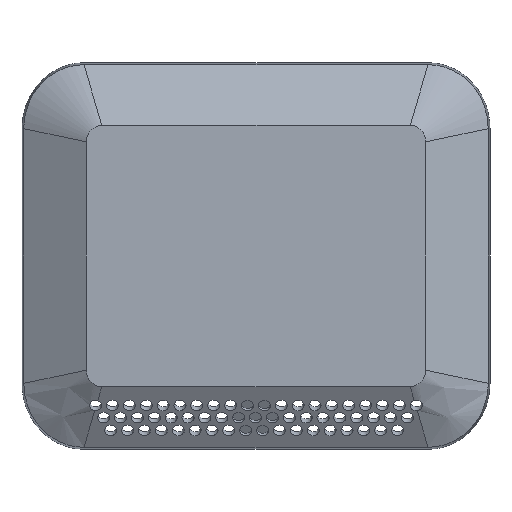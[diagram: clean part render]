
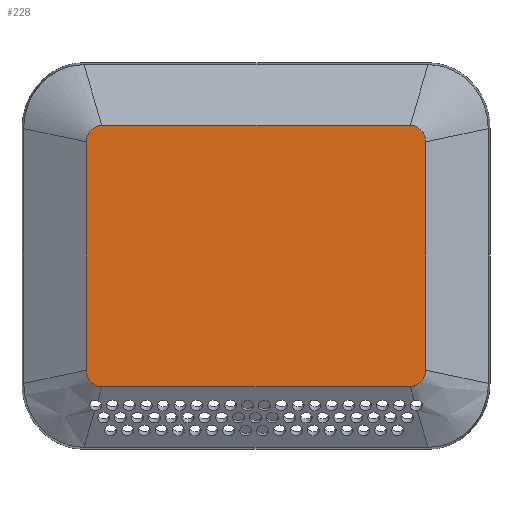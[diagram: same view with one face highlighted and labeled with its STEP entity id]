
A CAD part, front view. The second image highlights one B-rep face of the part: STEP entity #228.
In plain terms, the highlighted planar face has unit normal (0, -1, 0).
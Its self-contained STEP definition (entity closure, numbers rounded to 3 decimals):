
#228=ADVANCED_FACE('',(#473),#4294,.T.);
#473=FACE_OUTER_BOUND('',#779,.T.);
#779=EDGE_LOOP('',(#1538,#1539,#1540,#1541,#1542,#1543,#1544,#1545));
#1538=ORIENTED_EDGE('',*,*,#2564,.T.);
#1539=ORIENTED_EDGE('',*,*,#2561,.T.);
#1540=ORIENTED_EDGE('',*,*,#2582,.T.);
#1541=ORIENTED_EDGE('',*,*,#2580,.T.);
#1542=ORIENTED_EDGE('',*,*,#2576,.T.);
#1543=ORIENTED_EDGE('',*,*,#2574,.T.);
#1544=ORIENTED_EDGE('',*,*,#2570,.T.);
#1545=ORIENTED_EDGE('',*,*,#2567,.T.);
#2561=EDGE_CURVE('',#3891,#3892,#3036,.T.);
#2564=EDGE_CURVE('',#3894,#3891,#3374,.T.);
#2567=EDGE_CURVE('',#3896,#3894,#3039,.T.);
#2570=EDGE_CURVE('',#3898,#3896,#3377,.T.);
#2574=EDGE_CURVE('',#3900,#3898,#3043,.T.);
#2576=EDGE_CURVE('',#3902,#3900,#3380,.T.);
#2580=EDGE_CURVE('',#3904,#3902,#3046,.T.);
#2582=EDGE_CURVE('',#3892,#3904,#3383,.T.);
#3036=(
BOUNDED_CURVE()
B_SPLINE_CURVE(2,(#9095,#9096,#9097),.UNSPECIFIED.,.F.,.F.)
B_SPLINE_CURVE_WITH_KNOTS((3,3),(0.,12.789),
 .UNSPECIFIED.)
CURVE()
GEOMETRIC_REPRESENTATION_ITEM()
RATIONAL_B_SPLINE_CURVE((1.,0.707,1.))
REPRESENTATION_ITEM('')
);
#3039=(
BOUNDED_CURVE()
B_SPLINE_CURVE(2,(#9109,#9110,#9111),.UNSPECIFIED.,.F.,.F.)
B_SPLINE_CURVE_WITH_KNOTS((3,3),(0.,12.789),
 .UNSPECIFIED.)
CURVE()
GEOMETRIC_REPRESENTATION_ITEM()
RATIONAL_B_SPLINE_CURVE((1.,0.707,1.))
REPRESENTATION_ITEM('')
);
#3043=(
BOUNDED_CURVE()
B_SPLINE_CURVE(2,(#9125,#9126,#9127),.UNSPECIFIED.,.F.,.F.)
B_SPLINE_CURVE_WITH_KNOTS((3,3),(0.,12.789),.UNSPECIFIED.)
CURVE()
GEOMETRIC_REPRESENTATION_ITEM()
RATIONAL_B_SPLINE_CURVE((1.,0.707,1.))
REPRESENTATION_ITEM('')
);
#3046=(
BOUNDED_CURVE()
B_SPLINE_CURVE(2,(#9139,#9140,#9141),.UNSPECIFIED.,.F.,.F.)
B_SPLINE_CURVE_WITH_KNOTS((3,3),(0.,12.789),
 .UNSPECIFIED.)
CURVE()
GEOMETRIC_REPRESENTATION_ITEM()
RATIONAL_B_SPLINE_CURVE((1.,0.707,1.))
REPRESENTATION_ITEM('')
);
#3374=B_SPLINE_CURVE_WITH_KNOTS('',1,(#9102,#9103),.UNSPECIFIED.,.F.,.F.,
(2,2),(0.,112.206),.UNSPECIFIED.);
#3377=B_SPLINE_CURVE_WITH_KNOTS('',1,(#9116,#9117),.UNSPECIFIED.,.F.,.F.,
(2,2),(0.,161.116),.UNSPECIFIED.);
#3380=B_SPLINE_CURVE_WITH_KNOTS('',1,(#9130,#9131),.UNSPECIFIED.,.F.,.F.,
(2,2),(0.,112.206),.UNSPECIFIED.);
#3383=B_SPLINE_CURVE_WITH_KNOTS('',1,(#9144,#9145),.UNSPECIFIED.,.F.,.F.,
(2,2),(0.,161.116),.UNSPECIFIED.);
#3891=VERTEX_POINT('',#7610);
#3892=VERTEX_POINT('',#7611);
#3894=VERTEX_POINT('',#7613);
#3896=VERTEX_POINT('',#7615);
#3898=VERTEX_POINT('',#7617);
#3900=VERTEX_POINT('',#7619);
#3902=VERTEX_POINT('',#7621);
#3904=VERTEX_POINT('',#7623);
#4294=PLANE('',#4494);
#4494=AXIS2_PLACEMENT_3D('',#4892,#4569,$);
#4569=DIRECTION('',(0.,-1.,0.));
#4892=CARTESIAN_POINT('',(-69.911,5.331,-53.771));
#7610=CARTESIAN_POINT('',(-69.911,5.331,-46.95));
#7611=CARTESIAN_POINT('',(-63.494,5.331,-53.771));
#7613=CARTESIAN_POINT('',(-69.911,5.331,47.051));
#7615=CARTESIAN_POINT('',(-63.494,5.331,53.872));
#7617=CARTESIAN_POINT('',(63.494,5.331,53.872));
#7619=CARTESIAN_POINT('',(69.911,5.331,47.051));
#7621=CARTESIAN_POINT('',(69.911,5.331,-46.95));
#7623=CARTESIAN_POINT('',(63.494,5.331,-53.771));
#9095=CARTESIAN_POINT('',(-69.911,5.331,-46.95));
#9096=CARTESIAN_POINT('',(-69.911,5.331,-53.771));
#9097=CARTESIAN_POINT('',(-63.494,5.331,-53.771));
#9102=CARTESIAN_POINT('',(-69.911,5.331,47.051));
#9103=CARTESIAN_POINT('',(-69.911,5.331,-46.95));
#9109=CARTESIAN_POINT('',(-63.494,5.331,53.872));
#9110=CARTESIAN_POINT('',(-69.911,5.331,53.872));
#9111=CARTESIAN_POINT('',(-69.911,5.331,47.051));
#9116=CARTESIAN_POINT('',(63.494,5.331,53.872));
#9117=CARTESIAN_POINT('',(-63.494,5.331,53.872));
#9125=CARTESIAN_POINT('',(69.911,5.331,47.051));
#9126=CARTESIAN_POINT('',(69.911,5.331,53.872));
#9127=CARTESIAN_POINT('',(63.494,5.331,53.872));
#9130=CARTESIAN_POINT('',(69.911,5.331,-46.95));
#9131=CARTESIAN_POINT('',(69.911,5.331,47.051));
#9139=CARTESIAN_POINT('',(63.494,5.331,-53.771));
#9140=CARTESIAN_POINT('',(69.911,5.331,-53.771));
#9141=CARTESIAN_POINT('',(69.911,5.331,-46.95));
#9144=CARTESIAN_POINT('',(-63.494,5.331,-53.771));
#9145=CARTESIAN_POINT('',(63.494,5.331,-53.771));
